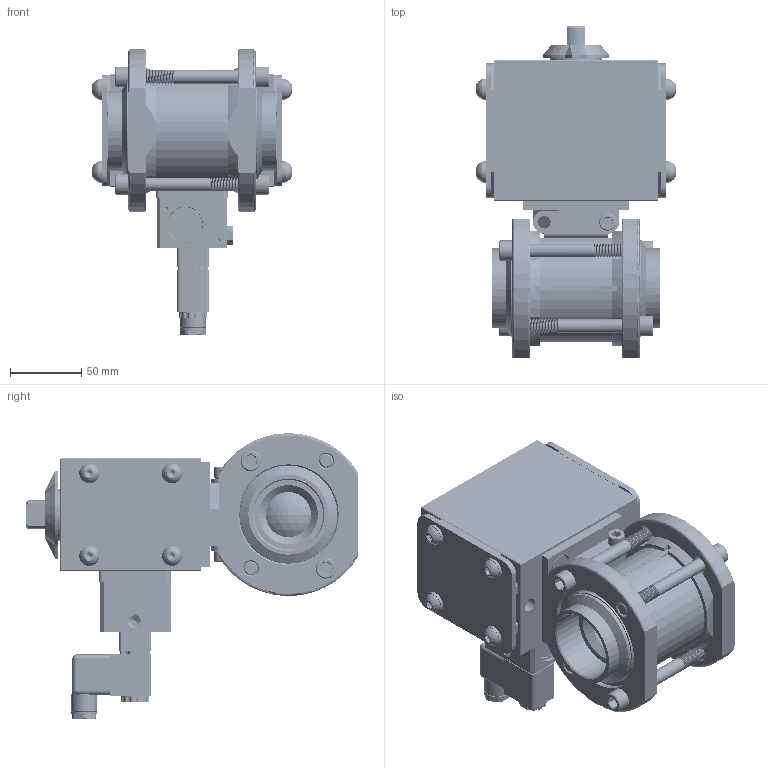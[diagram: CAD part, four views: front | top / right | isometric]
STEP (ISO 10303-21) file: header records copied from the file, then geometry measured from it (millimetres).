
FILE_DESCRIPTION (( 'STEP AP203' ), '1' );
FILE_NAME ('22XXSWSA522DGPDS.step', '2018-03-15T17:32:31', ( '' ), ( '' ), 'SwSTEP 2.0', 'SolidWorks 2017', '' );
FILE_SCHEMA (( 'CONFIG_CONTROL_DESIGN' ));
Length unit declared in the file: inch
Products named in the file (1): 22XXSWSA522DGPDS
Bounding box: 139.51 x 232.59 x 200.05 mm (x, y, z)
Volume: 1200920.3 mm3; surface area: 390716.5 mm2
Topology: 61 solids, 61 shells, 3577 faces, 9171 edges, 5751 vertices
Faces by surface type: cylinder 1651, plane 886, cone 735, bspline 148, torus 135, sphere 22
Entity records: 176910 total; most frequent: CARTESIAN_POINT 93716, ORIENTED_EDGE 18118, DIRECTION 17006, EDGE_CURVE 9059, AXIS2_PLACEMENT_3D 6556, VERTEX_POINT 5749, EDGE_LOOP 3902, LINE 3894
